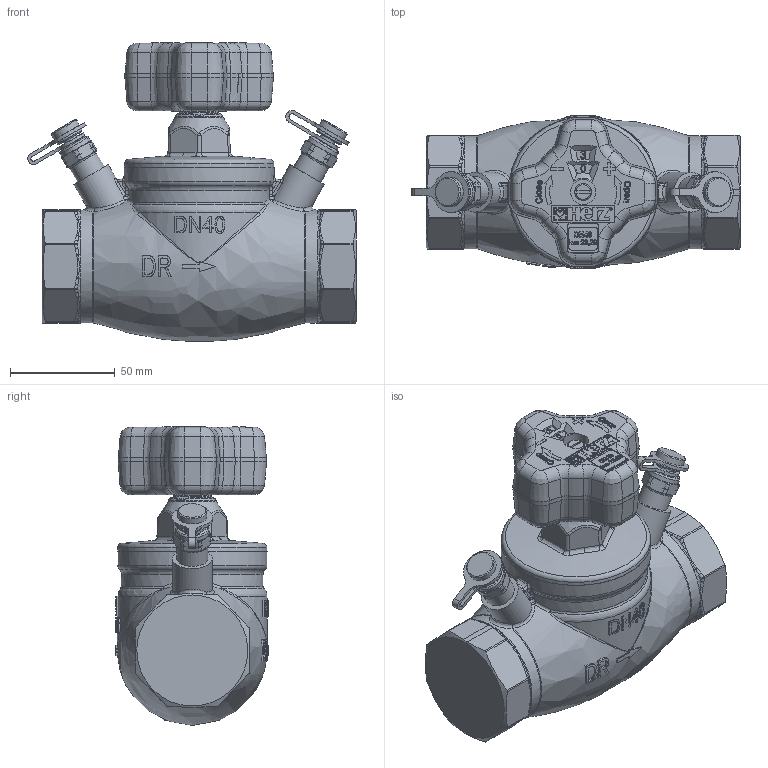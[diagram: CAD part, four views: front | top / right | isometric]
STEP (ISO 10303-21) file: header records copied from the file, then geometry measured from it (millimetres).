
FILE_DESCRIPTION(/* description */ (''),/* implementation_level */ '2;1');
FILE_NAME(/* name */ '',/* time_stamp */ '2018-11-08T13:22:17+01:00',/* author */ (''),/* organization */ (''),/* preprocessor_version */ 'ST-DEVELOPER v11',/* originating_system */ 'SIEMENS PLM Software NX 7.5',/* authorisation */ '');
FILE_SCHEMA (('AUTOMOTIVE_DESIGN { 1 0 10303 214 1 1 1 1 }'));
Products named in the file (1): ages93D7v5tr
Bounding box: 156.81 x 72.87 x 142.74 mm (x, y, z)
Volume: 673912.9 mm3; surface area: 60674.6 mm2
Topology: 1 solids, 2 shells, 1630 faces, 4175 edges, 2622 vertices
Faces by surface type: plane 506, extrusion 386, bspline 237, cylinder 236, cone 130, torus 97, sphere 38
Full cylindrical faces by diameter (mm): 6 x1, 7.4 x2, 8 x1, 12 x1, 12.2 x2, 13.7 x2, 14 x2, 14.8 x2, 15.8 x2, 18 x1, 19 x2, 54.094 x2, 71.5 x1
Entity records: 71155 total; most frequent: CARTESIAN_POINT 23779, ORIENTED_EDGE 8186, DIRECTION 6032, EDGE_CURVE 4093, VERTEX_POINT 2601, AXIS2_PLACEMENT_3D 2013, VECTOR 2006, B_SPLINE_CURVE_WITH_KNOTS 1847
